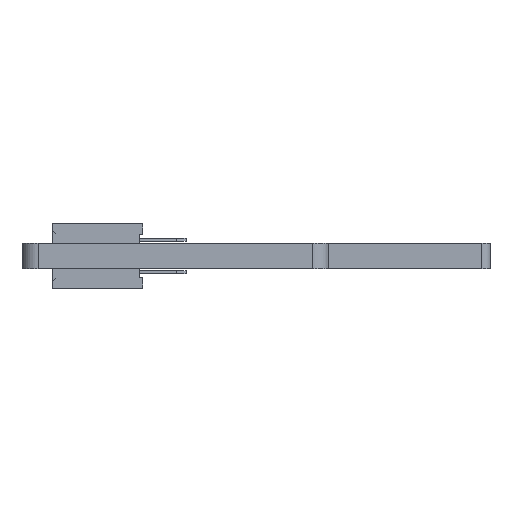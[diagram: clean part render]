
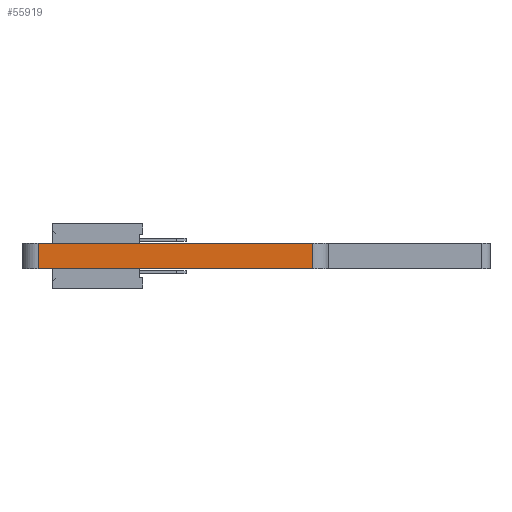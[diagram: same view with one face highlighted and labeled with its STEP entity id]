
A CAD part, left-side view. The second image highlights one B-rep face of the part: STEP entity #55919.
In plain terms, the highlighted planar face has unit normal (-1, 0, 0).
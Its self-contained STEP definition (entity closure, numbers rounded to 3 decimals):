
#51640 = PLANE('',#51641);
#51641 = AXIS2_PLACEMENT_3D('',#51642,#51643,#51644);
#51642 = CARTESIAN_POINT('',(0.,-12.133,1.6));
#51643 = DIRECTION('',(0.,0.,1.));
#51644 = DIRECTION('',(1.,0.,-0.));
#51695 = PLANE('',#51696);
#51696 = AXIS2_PLACEMENT_3D('',#51697,#51698,#51699);
#51697 = CARTESIAN_POINT('',(0.,-12.133,0.));
#51698 = DIRECTION('',(0.,0.,1.));
#51699 = DIRECTION('',(1.,0.,-0.));
#52674 = VERTEX_POINT('',#52675);
#52675 = CARTESIAN_POINT('',(-82.7,-1.,0.));
#52690 = CYLINDRICAL_SURFACE('',#52691,1.);
#52691 = AXIS2_PLACEMENT_3D('',#52692,#52693,#52694);
#52692 = CARTESIAN_POINT('',(-81.7,-1.,0.));
#52693 = DIRECTION('',(-0.,-0.,-1.));
#52694 = DIRECTION('',(1.,0.,-0.));
#52702 = EDGE_CURVE('',#52674,#52703,#52705,.T.);
#52703 = VERTEX_POINT('',#52704);
#52704 = CARTESIAN_POINT('',(-82.7,-18.,0.));
#52705 = SURFACE_CURVE('',#52706,(#52710,#52717),.PCURVE_S1.);
#52706 = LINE('',#52707,#52708);
#52707 = CARTESIAN_POINT('',(-82.7,-1.,0.));
#52708 = VECTOR('',#52709,1.);
#52709 = DIRECTION('',(0.,-1.,0.));
#52710 = PCURVE('',#51695,#52711);
#52711 = DEFINITIONAL_REPRESENTATION('',(#52712),#52716);
#52712 = LINE('',#52713,#52714);
#52713 = CARTESIAN_POINT('',(-82.7,11.133));
#52714 = VECTOR('',#52715,1.);
#52715 = DIRECTION('',(0.,-1.));
#52716 = ( GEOMETRIC_REPRESENTATION_CONTEXT(2) 
PARAMETRIC_REPRESENTATION_CONTEXT() REPRESENTATION_CONTEXT('2D SPACE',''
  ) );
#52717 = PCURVE('',#52718,#52723);
#52718 = PLANE('',#52719);
#52719 = AXIS2_PLACEMENT_3D('',#52720,#52721,#52722);
#52720 = CARTESIAN_POINT('',(-82.7,-1.,0.));
#52721 = DIRECTION('',(1.,0.,-0.));
#52722 = DIRECTION('',(0.,-1.,0.));
#52723 = DEFINITIONAL_REPRESENTATION('',(#52724),#52728);
#52724 = LINE('',#52725,#52726);
#52725 = CARTESIAN_POINT('',(0.,0.));
#52726 = VECTOR('',#52727,1.);
#52727 = DIRECTION('',(1.,0.));
#52728 = ( GEOMETRIC_REPRESENTATION_CONTEXT(2) 
PARAMETRIC_REPRESENTATION_CONTEXT() REPRESENTATION_CONTEXT('2D SPACE',''
  ) );
#52747 = CYLINDRICAL_SURFACE('',#52748,1.);
#52748 = AXIS2_PLACEMENT_3D('',#52749,#52750,#52751);
#52749 = CARTESIAN_POINT('',(-81.7,-18.,0.));
#52750 = DIRECTION('',(-0.,-0.,-1.));
#52751 = DIRECTION('',(1.,0.,-0.));
#54629 = VERTEX_POINT('',#54630);
#54630 = CARTESIAN_POINT('',(-82.7,-1.,1.6));
#54652 = EDGE_CURVE('',#54629,#54653,#54655,.T.);
#54653 = VERTEX_POINT('',#54654);
#54654 = CARTESIAN_POINT('',(-82.7,-18.,1.6));
#54655 = SURFACE_CURVE('',#54656,(#54660,#54667),.PCURVE_S1.);
#54656 = LINE('',#54657,#54658);
#54657 = CARTESIAN_POINT('',(-82.7,-1.,1.6));
#54658 = VECTOR('',#54659,1.);
#54659 = DIRECTION('',(0.,-1.,0.));
#54660 = PCURVE('',#51640,#54661);
#54661 = DEFINITIONAL_REPRESENTATION('',(#54662),#54666);
#54662 = LINE('',#54663,#54664);
#54663 = CARTESIAN_POINT('',(-82.7,11.133));
#54664 = VECTOR('',#54665,1.);
#54665 = DIRECTION('',(0.,-1.));
#54666 = ( GEOMETRIC_REPRESENTATION_CONTEXT(2) 
PARAMETRIC_REPRESENTATION_CONTEXT() REPRESENTATION_CONTEXT('2D SPACE',''
  ) );
#54667 = PCURVE('',#52718,#54668);
#54668 = DEFINITIONAL_REPRESENTATION('',(#54669),#54673);
#54669 = LINE('',#54670,#54671);
#54670 = CARTESIAN_POINT('',(0.,-1.6));
#54671 = VECTOR('',#54672,1.);
#54672 = DIRECTION('',(1.,0.));
#54673 = ( GEOMETRIC_REPRESENTATION_CONTEXT(2) 
PARAMETRIC_REPRESENTATION_CONTEXT() REPRESENTATION_CONTEXT('2D SPACE',''
  ) );
#55869 = EDGE_CURVE('',#52703,#54653,#55870,.T.);
#55870 = SURFACE_CURVE('',#55871,(#55875,#55882),.PCURVE_S1.);
#55871 = LINE('',#55872,#55873);
#55872 = CARTESIAN_POINT('',(-82.7,-18.,0.));
#55873 = VECTOR('',#55874,1.);
#55874 = DIRECTION('',(0.,0.,1.));
#55875 = PCURVE('',#52747,#55876);
#55876 = DEFINITIONAL_REPRESENTATION('',(#55877),#55881);
#55877 = LINE('',#55878,#55879);
#55878 = CARTESIAN_POINT('',(-3.142,0.));
#55879 = VECTOR('',#55880,1.);
#55880 = DIRECTION('',(-0.,-1.));
#55881 = ( GEOMETRIC_REPRESENTATION_CONTEXT(2) 
PARAMETRIC_REPRESENTATION_CONTEXT() REPRESENTATION_CONTEXT('2D SPACE',''
  ) );
#55882 = PCURVE('',#52718,#55883);
#55883 = DEFINITIONAL_REPRESENTATION('',(#55884),#55888);
#55884 = LINE('',#55885,#55886);
#55885 = CARTESIAN_POINT('',(17.,0.));
#55886 = VECTOR('',#55887,1.);
#55887 = DIRECTION('',(0.,-1.));
#55888 = ( GEOMETRIC_REPRESENTATION_CONTEXT(2) 
PARAMETRIC_REPRESENTATION_CONTEXT() REPRESENTATION_CONTEXT('2D SPACE',''
  ) );
#55919 = ADVANCED_FACE('',(#55920),#52718,.F.);
#55920 = FACE_BOUND('',#55921,.F.);
#55921 = EDGE_LOOP('',(#55922,#55943,#55944,#55945));
#55922 = ORIENTED_EDGE('',*,*,#55923,.T.);
#55923 = EDGE_CURVE('',#52674,#54629,#55924,.T.);
#55924 = SURFACE_CURVE('',#55925,(#55929,#55936),.PCURVE_S1.);
#55925 = LINE('',#55926,#55927);
#55926 = CARTESIAN_POINT('',(-82.7,-1.,0.));
#55927 = VECTOR('',#55928,1.);
#55928 = DIRECTION('',(0.,0.,1.));
#55929 = PCURVE('',#52718,#55930);
#55930 = DEFINITIONAL_REPRESENTATION('',(#55931),#55935);
#55931 = LINE('',#55932,#55933);
#55932 = CARTESIAN_POINT('',(0.,0.));
#55933 = VECTOR('',#55934,1.);
#55934 = DIRECTION('',(0.,-1.));
#55935 = ( GEOMETRIC_REPRESENTATION_CONTEXT(2) 
PARAMETRIC_REPRESENTATION_CONTEXT() REPRESENTATION_CONTEXT('2D SPACE',''
  ) );
#55936 = PCURVE('',#52690,#55937);
#55937 = DEFINITIONAL_REPRESENTATION('',(#55938),#55942);
#55938 = LINE('',#55939,#55940);
#55939 = CARTESIAN_POINT('',(-3.142,0.));
#55940 = VECTOR('',#55941,1.);
#55941 = DIRECTION('',(-0.,-1.));
#55942 = ( GEOMETRIC_REPRESENTATION_CONTEXT(2) 
PARAMETRIC_REPRESENTATION_CONTEXT() REPRESENTATION_CONTEXT('2D SPACE',''
  ) );
#55943 = ORIENTED_EDGE('',*,*,#54652,.T.);
#55944 = ORIENTED_EDGE('',*,*,#55869,.F.);
#55945 = ORIENTED_EDGE('',*,*,#52702,.F.);
